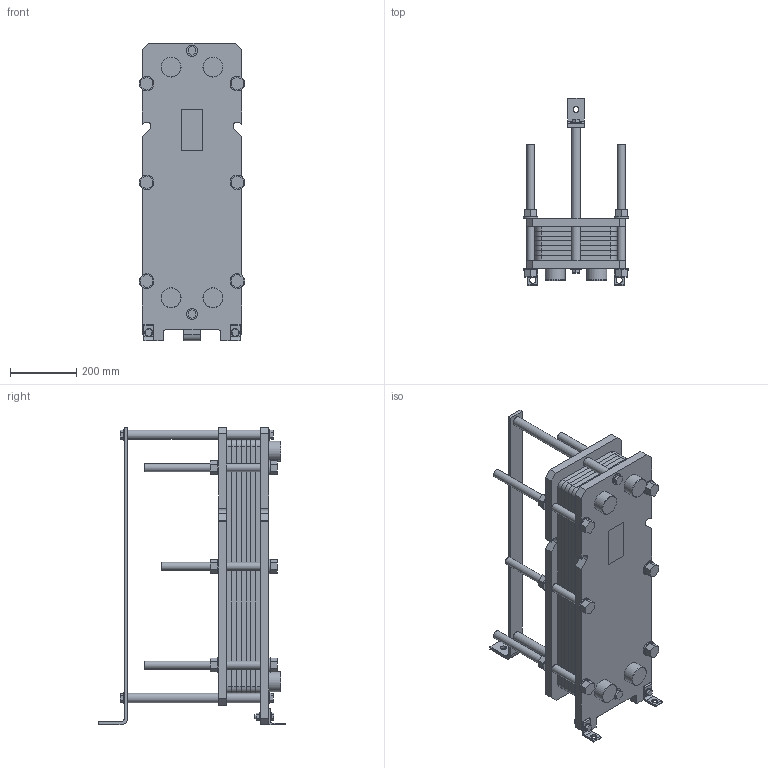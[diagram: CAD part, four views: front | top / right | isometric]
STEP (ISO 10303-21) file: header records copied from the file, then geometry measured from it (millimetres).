
FILE_DESCRIPTION(/* description */ (''),/* implementation_level */ '2;1');
FILE_NAME(/* name */ '3d_RLG-14-35-P16-8123300.stp',/* time_stamp */ '2020-07-27T08:31:17+02:00',/* author */ ('Andrzej'),/* organization */ (''),/* preprocessor_version */ 'ST-DEVELOPER v16.13',/* originating_system */ 'AutoCAD Mechanical',/* authorisation */ '');
FILE_SCHEMA (('AUTOMOTIVE_DESIGN { 1 0 10303 214 3 1 1 }'));
Length unit declared in the file: millimetre
Products named in the file (1): Product
Bounding box: 316.95 x 563 x 896 mm (x, y, z)
Volume: 34198706.1 mm3; surface area: 4389395.3 mm2
Topology: 9 solids, 9 shells, 388 faces, 1231 edges, 1184 vertices
Faces by surface type: plane 289, cylinder 95, cone 4
Full cylindrical faces by diameter (mm): 12 x2, 18 x3, 24 x16, 28 x4, 34 x4, 44 x12, 60.3 x4
Entity records: 13441 total; most frequent: CARTESIAN_POINT 2731, DIRECTION 2294, ORIENTED_EDGE 1780, EDGE_CURVE 890, LINE 824, VECTOR 824, AXIS2_PLACEMENT_3D 735, VERTEX_POINT 612
